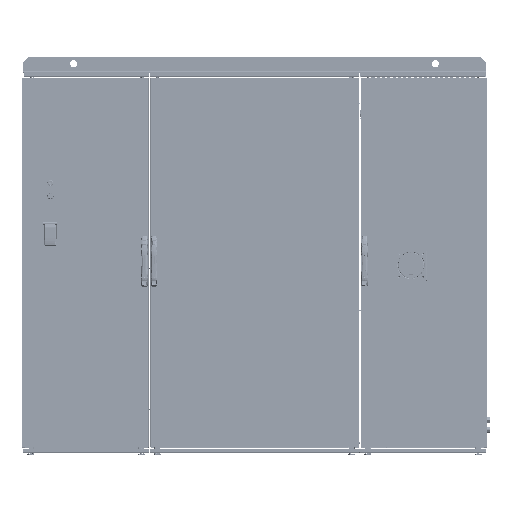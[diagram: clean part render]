
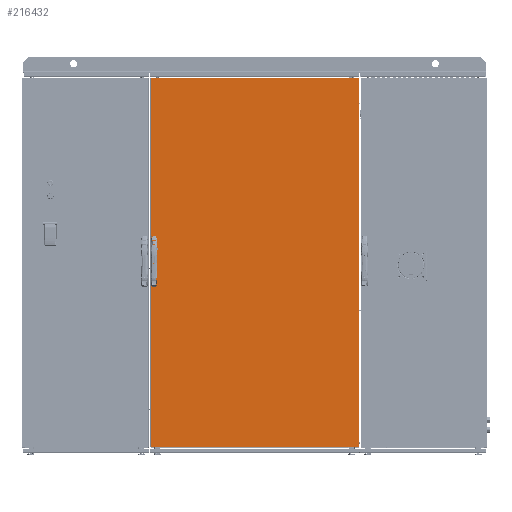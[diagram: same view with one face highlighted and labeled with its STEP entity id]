
A CAD part, top view. The second image highlights one B-rep face of the part: STEP entity #216432.
In plain terms, the highlighted planar face has unit normal (0, 0, 1).
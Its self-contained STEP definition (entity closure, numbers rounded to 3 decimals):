
#3151 = CARTESIAN_POINT ( 'NONE',  ( 63.5, -810.5, 57. ) ) ;
#4021 = LINE ( 'NONE', #315503, #284418 ) ;
#8982 = CARTESIAN_POINT ( 'NONE',  ( 321.25, -873., 57. ) ) ;
#13376 = EDGE_CURVE ( 'NONE', #90372, #401543, #215298, .T. ) ;
#13384 = DIRECTION ( 'NONE',  ( 0., 0., 1. ) ) ;
#19302 = EDGE_CURVE ( 'NONE', #148862, #55011, #104884, .T. ) ;
#21460 = EDGE_CURVE ( 'NONE', #295569, #148862, #4021, .T. ) ;
#25892 = VECTOR ( 'NONE', #439048, 1000. ) ;
#30427 = DIRECTION ( 'NONE',  ( 1., 0., 0. ) ) ;
#32357 = ORIENTED_EDGE ( 'NONE', *, *, #107730, .T. ) ;
#33245 = VERTEX_POINT ( 'NONE', #440093 ) ;
#35512 = DIRECTION ( 'NONE',  ( 0., 1., 0. ) ) ;
#36719 = CARTESIAN_POINT ( 'NONE',  ( 63.5, -923., 57. ) ) ;
#40459 = CARTESIAN_POINT ( 'NONE',  ( 1048.985, -1725.485, 57. ) ) ;
#40909 = DIRECTION ( 'NONE',  ( 1., 0., 0. ) ) ;
#55011 = VERTEX_POINT ( 'NONE', #359873 ) ;
#61768 = ORIENTED_EDGE ( 'NONE', *, *, #167223, .T. ) ;
#62351 = LINE ( 'NONE', #244435, #209966 ) ;
#71321 = CARTESIAN_POINT ( 'NONE',  ( 308.75, -923., 57. ) ) ;
#73978 = EDGE_CURVE ( 'NONE', #153737, #261752, #62351, .T. ) ;
#79253 = VERTEX_POINT ( 'NONE', #306558 ) ;
#82799 = LINE ( 'NONE', #8982, #444366 ) ;
#84725 = ORIENTED_EDGE ( 'NONE', *, *, #436153, .T. ) ;
#85630 = VECTOR ( 'NONE', #273352, 1000. ) ;
#90372 = VERTEX_POINT ( 'NONE', #224947 ) ;
#91288 = ORIENTED_EDGE ( 'NONE', *, *, #151964, .T. ) ;
#93131 = AXIS2_PLACEMENT_3D ( 'NONE', #262464, #13384, #154088 ) ;
#96823 = EDGE_LOOP ( 'NONE', ( #32357, #262244, #230122, #420809 ) ) ;
#103503 = LINE ( 'NONE', #179486, #104094 ) ;
#104094 = VECTOR ( 'NONE', #144934, 1000. ) ;
#104884 = LINE ( 'NONE', #280187, #85630 ) ;
#107730 = EDGE_CURVE ( 'NONE', #55011, #33245, #103503, .T. ) ;
#110703 = EDGE_CURVE ( 'NONE', #33245, #295569, #337327, .T. ) ;
#113782 = ORIENTED_EDGE ( 'NONE', *, *, #456502, .T. ) ;
#121833 = FACE_OUTER_BOUND ( 'NONE', #96823, .T. ) ;
#123102 = CARTESIAN_POINT ( 'NONE',  ( 308.75, -823., 57. ) ) ;
#127552 = CARTESIAN_POINT ( 'NONE',  ( 321.25, -773., 57. ) ) ;
#127872 = VECTOR ( 'NONE', #352676, 1000. ) ;
#130308 = CARTESIAN_POINT ( 'NONE',  ( 88.5, -773., 57. ) ) ;
#130437 = CARTESIAN_POINT ( 'NONE',  ( 88.5, -823., 57. ) ) ;
#144934 = DIRECTION ( 'NONE',  ( -1., 0., 0. ) ) ;
#145699 = VERTEX_POINT ( 'NONE', #431509 ) ;
#146970 = CARTESIAN_POINT ( 'NONE',  ( 63.5, -773., 57. ) ) ;
#148862 = VERTEX_POINT ( 'NONE', #40459 ) ;
#151964 = EDGE_CURVE ( 'NONE', #261752, #90372, #298353, .T. ) ;
#153737 = VERTEX_POINT ( 'NONE', #130308 ) ;
#154088 = DIRECTION ( 'NONE',  ( 1., 0., 0. ) ) ;
#156414 = ORIENTED_EDGE ( 'NONE', *, *, #324273, .T. ) ;
#167223 = EDGE_CURVE ( 'NONE', #401543, #153737, #408915, .T. ) ;
#173248 = EDGE_LOOP ( 'NONE', ( #113782, #302721, #156414, #84725 ) ) ;
#179486 = CARTESIAN_POINT ( 'NONE',  ( 306.507, 29.485, 57. ) ) ;
#195483 = FACE_BOUND ( 'NONE', #173248, .T. ) ;
#209966 = VECTOR ( 'NONE', #385163, 1000. ) ;
#215298 = LINE ( 'NONE', #3151, #271053 ) ;
#216432 = ADVANCED_FACE ( 'NONE', ( #314055, #195483, #121833 ), #405458, .T. ) ;
#221326 = DIRECTION ( 'NONE',  ( 0., -1., 0. ) ) ;
#224947 = CARTESIAN_POINT ( 'NONE',  ( 63.5, -823., 57. ) ) ;
#230122 = ORIENTED_EDGE ( 'NONE', *, *, #21460, .T. ) ;
#240595 = VERTEX_POINT ( 'NONE', #260180 ) ;
#244435 = CARTESIAN_POINT ( 'NONE',  ( 88.5, -835.5, 57. ) ) ;
#247393 = LINE ( 'NONE', #292841, #359666 ) ;
#251026 = CARTESIAN_POINT ( 'NONE',  ( 59.015, -1725.485, 57. ) ) ;
#256218 = DIRECTION ( 'NONE',  ( 0., 1., 0. ) ) ;
#260180 = CARTESIAN_POINT ( 'NONE',  ( 88.5, -923., 57. ) ) ;
#261752 = VERTEX_POINT ( 'NONE', #130437 ) ;
#262244 = ORIENTED_EDGE ( 'NONE', *, *, #110703, .T. ) ;
#262464 = CARTESIAN_POINT ( 'NONE',  ( 554., -848., 57. ) ) ;
#268115 = DIRECTION ( 'NONE',  ( 0., -1., 0. ) ) ;
#271053 = VECTOR ( 'NONE', #35512, 1000. ) ;
#273352 = DIRECTION ( 'NONE',  ( 0., 1., 0. ) ) ;
#275693 = ORIENTED_EDGE ( 'NONE', *, *, #13376, .T. ) ;
#280187 = CARTESIAN_POINT ( 'NONE',  ( 1048.985, -408., 57. ) ) ;
#284418 = VECTOR ( 'NONE', #40909, 1000. ) ;
#292841 = CARTESIAN_POINT ( 'NONE',  ( 88.5, -885.5, 57. ) ) ;
#295569 = VERTEX_POINT ( 'NONE', #251026 ) ;
#298353 = LINE ( 'NONE', #123102, #25892 ) ;
#302721 = ORIENTED_EDGE ( 'NONE', *, *, #371528, .T. ) ;
#303314 = EDGE_LOOP ( 'NONE', ( #275693, #61768, #400212, #91288 ) ) ;
#306558 = CARTESIAN_POINT ( 'NONE',  ( 63.5, -873., 57. ) ) ;
#314055 = FACE_BOUND ( 'NONE', #303314, .T. ) ;
#315503 = CARTESIAN_POINT ( 'NONE',  ( 802.75, -1725.485, 57. ) ) ;
#319066 = VECTOR ( 'NONE', #268115, 1000. ) ;
#320345 = LINE ( 'NONE', #71321, #127872 ) ;
#324273 = EDGE_CURVE ( 'NONE', #145699, #240595, #247393, .T. ) ;
#337327 = LINE ( 'NONE', #371951, #319066 ) ;
#352676 = DIRECTION ( 'NONE',  ( -1., 0., 0. ) ) ;
#359666 = VECTOR ( 'NONE', #221326, 1000. ) ;
#359873 = CARTESIAN_POINT ( 'NONE',  ( 1048.985, 29.485, 57. ) ) ;
#371528 = EDGE_CURVE ( 'NONE', #79253, #145699, #82799, .T. ) ;
#371951 = CARTESIAN_POINT ( 'NONE',  ( 59.015, -1286.743, 57. ) ) ;
#385163 = DIRECTION ( 'NONE',  ( 0., -1., 0. ) ) ;
#400212 = ORIENTED_EDGE ( 'NONE', *, *, #73978, .T. ) ;
#401495 = CARTESIAN_POINT ( 'NONE',  ( 63.5, -860.5, 57. ) ) ;
#401543 = VERTEX_POINT ( 'NONE', #146970 ) ;
#402953 = VECTOR ( 'NONE', #30427, 1000. ) ;
#405458 = PLANE ( 'NONE',  #93131 ) ;
#408915 = LINE ( 'NONE', #127552, #402953 ) ;
#420809 = ORIENTED_EDGE ( 'NONE', *, *, #19302, .T. ) ;
#431402 = VERTEX_POINT ( 'NONE', #36719 ) ;
#431509 = CARTESIAN_POINT ( 'NONE',  ( 88.5, -873., 57. ) ) ;
#433792 = LINE ( 'NONE', #401495, #453329 ) ;
#435682 = DIRECTION ( 'NONE',  ( 1., 0., 0. ) ) ;
#436153 = EDGE_CURVE ( 'NONE', #240595, #431402, #320345, .T. ) ;
#439048 = DIRECTION ( 'NONE',  ( -1., 0., 0. ) ) ;
#440093 = CARTESIAN_POINT ( 'NONE',  ( 59.015, 29.485, 57. ) ) ;
#444366 = VECTOR ( 'NONE', #435682, 1000. ) ;
#453329 = VECTOR ( 'NONE', #256218, 1000. ) ;
#456502 = EDGE_CURVE ( 'NONE', #431402, #79253, #433792, .T. ) ;
